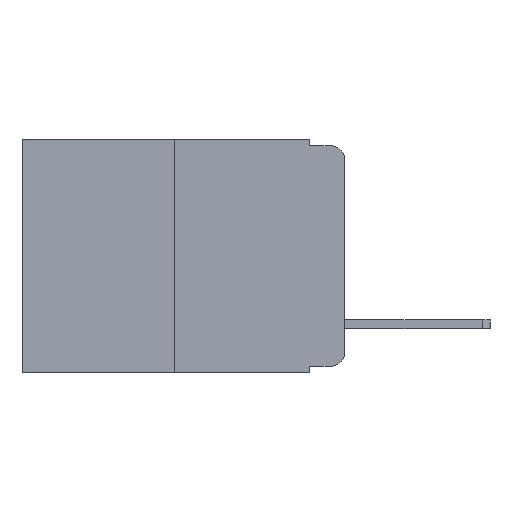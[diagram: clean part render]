
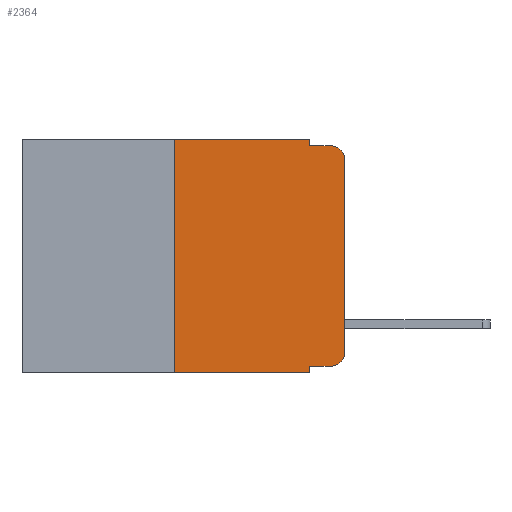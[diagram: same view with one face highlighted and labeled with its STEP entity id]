
A CAD part, left-side view. The second image highlights one B-rep face of the part: STEP entity #2364.
In plain terms, the highlighted planar face has unit normal (-1, 0, 0).
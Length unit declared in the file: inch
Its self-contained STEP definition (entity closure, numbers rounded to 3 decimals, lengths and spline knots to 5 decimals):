
#40 = VECTOR ( 'NONE', #823, 39.37008 ) ;
#324 = EDGE_CURVE ( 'NONE', #4076, #3662, #9070, .T. ) ;
#455 = DIRECTION ( 'NONE',  ( 1., 0., 0. ) ) ;
#467 = LINE ( 'NONE', #5211, #4727 ) ;
#472 = DIRECTION ( 'NONE',  ( 0., 0., 1. ) ) ;
#483 = PLANE ( 'NONE',  #6259 ) ;
#509 = VECTOR ( 'NONE', #4681, 39.37008 ) ;
#667 = DIRECTION ( 'NONE',  ( 0., 0., -1. ) ) ;
#702 = ORIENTED_EDGE ( 'NONE', *, *, #6924, .F. ) ;
#719 = EDGE_CURVE ( 'NONE', #2867, #9787, #2734, .T. ) ;
#823 = DIRECTION ( 'NONE',  ( 0., -1., 0. ) ) ;
#989 = VERTEX_POINT ( 'NONE', #3270 ) ;
#1113 = ORIENTED_EDGE ( 'NONE', *, *, #9280, .T. ) ;
#1575 = DIRECTION ( 'NONE',  ( -1., 0., 0. ) ) ;
#1681 = CARTESIAN_POINT ( 'NONE',  ( 0., 0.051, -0.343 ) ) ;
#1904 = LINE ( 'NONE', #2865, #8290 ) ;
#1937 = LINE ( 'NONE', #10440, #4239 ) ;
#2045 = CARTESIAN_POINT ( 'NONE',  ( 0., 0.051, -0.333 ) ) ;
#2256 = LINE ( 'NONE', #2586, #40 ) ;
#2364 = ADVANCED_FACE ( 'NONE', ( #4062 ), #483, .F. ) ;
#2508 = EDGE_CURVE ( 'NONE', #8295, #4696, #467, .T. ) ;
#2571 = CARTESIAN_POINT ( 'NONE',  ( 0., 0.051, 0. ) ) ;
#2586 = CARTESIAN_POINT ( 'NONE',  ( 0., 0.051, -0.01 ) ) ;
#2687 = VERTEX_POINT ( 'NONE', #3178 ) ;
#2734 = LINE ( 'NONE', #4626, #509 ) ;
#2782 = AXIS2_PLACEMENT_3D ( 'NONE', #6627, #1575, #7423 ) ;
#2844 = EDGE_LOOP ( 'NONE', ( #8978, #3300, #4236, #6081, #5212, #702, #9812, #9477, #1113, #3918 ) ) ;
#2865 = CARTESIAN_POINT ( 'NONE',  ( 0., 0.473, -0.343 ) ) ;
#2867 = VERTEX_POINT ( 'NONE', #2045 ) ;
#3178 = CARTESIAN_POINT ( 'NONE',  ( 0., 0.02, -0.333 ) ) ;
#3270 = CARTESIAN_POINT ( 'NONE',  ( 0., 0.25, 0. ) ) ;
#3300 = ORIENTED_EDGE ( 'NONE', *, *, #3899, .T. ) ;
#3662 = VERTEX_POINT ( 'NONE', #6044 ) ;
#3778 = CARTESIAN_POINT ( 'NONE',  ( 0., 0.25, -0.343 ) ) ;
#3899 = EDGE_CURVE ( 'NONE', #4696, #5539, #6126, .T. ) ;
#3918 = ORIENTED_EDGE ( 'NONE', *, *, #6365, .T. ) ;
#4062 = FACE_OUTER_BOUND ( 'NONE', #2844, .T. ) ;
#4076 = VERTEX_POINT ( 'NONE', #2571 ) ;
#4103 = EDGE_CURVE ( 'NONE', #3662, #5539, #2256, .T. ) ;
#4236 = ORIENTED_EDGE ( 'NONE', *, *, #4103, .F. ) ;
#4239 = VECTOR ( 'NONE', #4890, 39.37008 ) ;
#4321 = LINE ( 'NONE', #8465, #10429 ) ;
#4625 = CARTESIAN_POINT ( 'NONE',  ( 0., 0.02, -0.01 ) ) ;
#4626 = CARTESIAN_POINT ( 'NONE',  ( 0., 0.051, 0. ) ) ;
#4679 = CARTESIAN_POINT ( 'NONE',  ( 0., 0., -0.313 ) ) ;
#4681 = DIRECTION ( 'NONE',  ( 0., 0., -1. ) ) ;
#4696 = VERTEX_POINT ( 'NONE', #7021 ) ;
#4727 = VECTOR ( 'NONE', #472, 39.37008 ) ;
#4824 = DIRECTION ( 'NONE',  ( 0., -1., 0. ) ) ;
#4890 = DIRECTION ( 'NONE',  ( 0., 0., 1. ) ) ;
#5136 = LINE ( 'NONE', #6450, #9156 ) ;
#5185 = CIRCLE ( 'NONE', #2782, 0.02 ) ;
#5211 = CARTESIAN_POINT ( 'NONE',  ( 0., 0., 0. ) ) ;
#5212 = ORIENTED_EDGE ( 'NONE', *, *, #8363, .F. ) ;
#5521 = VERTEX_POINT ( 'NONE', #3778 ) ;
#5539 = VERTEX_POINT ( 'NONE', #4625 ) ;
#5990 = CARTESIAN_POINT ( 'NONE',  ( 0., 0.02, -0.03 ) ) ;
#6044 = CARTESIAN_POINT ( 'NONE',  ( 0., 0.051, -0.01 ) ) ;
#6081 = ORIENTED_EDGE ( 'NONE', *, *, #324, .F. ) ;
#6086 = CARTESIAN_POINT ( 'NONE',  ( 0., 0.051, 0. ) ) ;
#6126 = CIRCLE ( 'NONE', #6700, 0.02 ) ;
#6187 = DIRECTION ( 'NONE',  ( 0., 0., -1. ) ) ;
#6201 = DIRECTION ( 'NONE',  ( -1., 0., 0. ) ) ;
#6259 = AXIS2_PLACEMENT_3D ( 'NONE', #9308, #455, #667 ) ;
#6365 = EDGE_CURVE ( 'NONE', #2687, #8295, #5185, .T. ) ;
#6450 = CARTESIAN_POINT ( 'NONE',  ( 0., 0.473, 0. ) ) ;
#6627 = CARTESIAN_POINT ( 'NONE',  ( 0., 0.02, -0.313 ) ) ;
#6700 = AXIS2_PLACEMENT_3D ( 'NONE', #5990, #6201, #6187 ) ;
#6770 = DIRECTION ( 'NONE',  ( 0., 0., -1. ) ) ;
#6924 = EDGE_CURVE ( 'NONE', #5521, #989, #1937, .T. ) ;
#7021 = CARTESIAN_POINT ( 'NONE',  ( 0., 0., -0.03 ) ) ;
#7423 = DIRECTION ( 'NONE',  ( 0., 0., -1. ) ) ;
#7645 = DIRECTION ( 'NONE',  ( 0., -1., 0. ) ) ;
#8217 = EDGE_CURVE ( 'NONE', #5521, #9787, #1904, .T. ) ;
#8290 = VECTOR ( 'NONE', #9399, 39.37008 ) ;
#8295 = VERTEX_POINT ( 'NONE', #4679 ) ;
#8363 = EDGE_CURVE ( 'NONE', #989, #4076, #5136, .T. ) ;
#8465 = CARTESIAN_POINT ( 'NONE',  ( 0., 0.051, -0.333 ) ) ;
#8835 = VECTOR ( 'NONE', #6770, 39.37008 ) ;
#8978 = ORIENTED_EDGE ( 'NONE', *, *, #2508, .T. ) ;
#9070 = LINE ( 'NONE', #6086, #8835 ) ;
#9156 = VECTOR ( 'NONE', #4824, 39.37008 ) ;
#9280 = EDGE_CURVE ( 'NONE', #2867, #2687, #4321, .T. ) ;
#9308 = CARTESIAN_POINT ( 'NONE',  ( 0., 0.473, 0. ) ) ;
#9399 = DIRECTION ( 'NONE',  ( 0., -1., 0. ) ) ;
#9477 = ORIENTED_EDGE ( 'NONE', *, *, #719, .F. ) ;
#9787 = VERTEX_POINT ( 'NONE', #1681 ) ;
#9812 = ORIENTED_EDGE ( 'NONE', *, *, #8217, .T. ) ;
#10429 = VECTOR ( 'NONE', #7645, 39.37008 ) ;
#10440 = CARTESIAN_POINT ( 'NONE',  ( 0., 0.25, 0. ) ) ;
